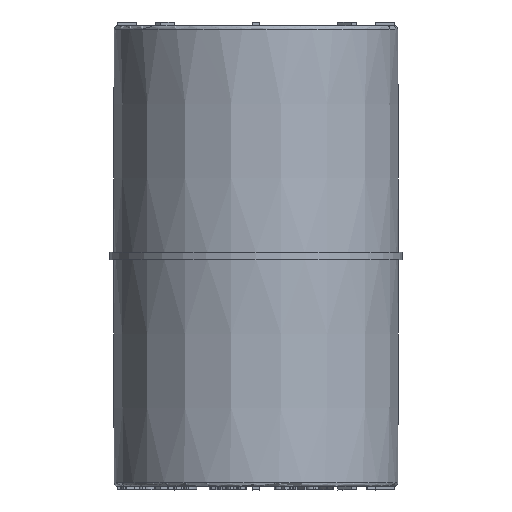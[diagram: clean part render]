
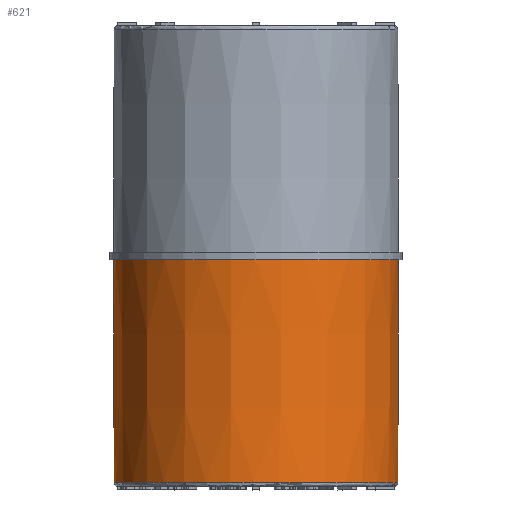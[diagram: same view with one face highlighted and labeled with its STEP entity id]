
A CAD part, left-side view. The second image highlights one B-rep face of the part: STEP entity #621.
In plain terms, the highlighted conical face has half-angle 0.179 degrees and reference radius 10 mm.
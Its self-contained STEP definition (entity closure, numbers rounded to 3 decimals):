
#594=CONICAL_SURFACE('',#8006,10.,0.179);
#621=ADVANCED_FACE('',(#2797,#2798),#594,.T.);
#2700=CIRCLE('',#7996,10.001);
#2708=CIRCLE('',#8005,10.05);
#2797=FACE_BOUND('',#2881,.T.);
#2798=FACE_BOUND('',#2882,.T.);
#2881=EDGE_LOOP('',(#3437));
#2882=EDGE_LOOP('',(#3438));
#3437=ORIENTED_EDGE('',*,*,#6378,.F.);
#3438=ORIENTED_EDGE('',*,*,#6410,.T.);
#5638=VERTEX_POINT('',#10169);
#5669=VERTEX_POINT('',#10313);
#6378=EDGE_CURVE('',#5638,#5638,#2700,.T.);
#6410=EDGE_CURVE('',#5669,#5669,#2708,.T.);
#7996=AXIS2_PLACEMENT_3D('',#10168,#8379,#8380);
#8005=AXIS2_PLACEMENT_3D('',#10312,#8397,#8398);
#8006=AXIS2_PLACEMENT_3D('',#10314,#8399,#8400);
#8379=DIRECTION('',(0.,0.,-1.));
#8380=DIRECTION('',(0.,1.,0.));
#8397=DIRECTION('',(0.,0.,-1.));
#8398=DIRECTION('',(0.,-1.,0.));
#8399=DIRECTION('',(0.,0.,1.));
#8400=DIRECTION('',(0.,1.,0.));
#10168=CARTESIAN_POINT('',(2519.12,744.989,-15.757));
#10169=CARTESIAN_POINT('',(2519.12,754.99,-15.757));
#10312=CARTESIAN_POINT('',(2519.12,744.989,-0.006));
#10313=CARTESIAN_POINT('',(2519.12,734.939,-0.006));
#10314=CARTESIAN_POINT('',(2519.12,744.989,-16.006));
